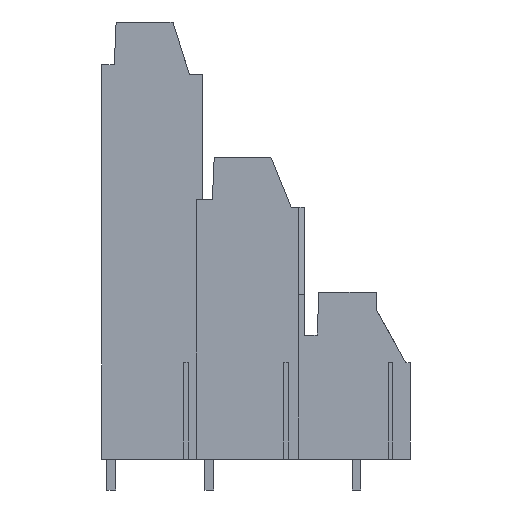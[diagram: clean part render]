
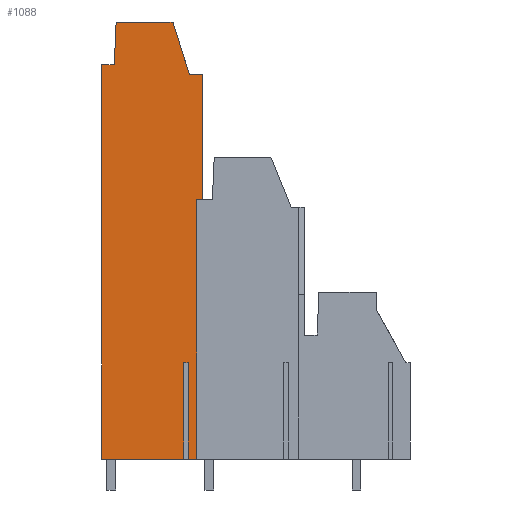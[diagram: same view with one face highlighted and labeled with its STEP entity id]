
A CAD part, left-side view. The second image highlights one B-rep face of the part: STEP entity #1088.
In plain terms, the highlighted planar face has unit normal (-1, 0, 0).
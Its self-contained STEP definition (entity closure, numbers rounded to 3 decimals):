
#995=AXIS2_PLACEMENT_3D('Plane Axis2P3D',#992,#993,#994) ;
#107=CARTESIAN_POINT('Vertex',(2.54,24.592,48.47)) ;
#123=CARTESIAN_POINT('Vertex',(2.54,30.488,48.47)) ;
#126=CARTESIAN_POINT('Line Origine',(2.54,41.393,48.47)) ;
#431=CARTESIAN_POINT('Line Origine',(2.54,23.745,45.735)) ;
#435=CARTESIAN_POINT('Vertex',(2.54,22.898,43.)) ;
#966=CARTESIAN_POINT('Line Origine',(2.54,30.584,46.26)) ;
#970=CARTESIAN_POINT('Vertex',(2.54,30.681,44.05)) ;
#992=CARTESIAN_POINT('Axis2P3D Location',(2.54,21.84,31.2)) ;
#997=CARTESIAN_POINT('Line Origine',(2.54,21.811,30.05)) ;
#1001=CARTESIAN_POINT('Vertex',(2.54,21.49,30.05)) ;
#1003=CARTESIAN_POINT('Vertex',(2.54,22.131,30.05)) ;
#1006=CARTESIAN_POINT('Line Origine',(2.54,21.49,36.525)) ;
#1010=CARTESIAN_POINT('Vertex',(2.54,21.49,43.)) ;
#1013=CARTESIAN_POINT('Line Origine',(2.54,22.194,43.)) ;
#1018=CARTESIAN_POINT('Line Origine',(2.54,31.34,44.05)) ;
#1022=CARTESIAN_POINT('Vertex',(2.54,32.,44.05)) ;
#1025=CARTESIAN_POINT('Line Origine',(2.54,32.,23.625)) ;
#1029=CARTESIAN_POINT('Vertex',(2.54,32.,3.2)) ;
#1032=CARTESIAN_POINT('Line Origine',(2.54,27.738,3.2)) ;
#1036=CARTESIAN_POINT('Vertex',(2.54,23.475,3.2)) ;
#1039=CARTESIAN_POINT('Line Origine',(2.54,23.475,8.2)) ;
#1043=CARTESIAN_POINT('Vertex',(2.54,23.475,13.2)) ;
#1046=CARTESIAN_POINT('Line Origine',(2.54,23.25,13.2)) ;
#1050=CARTESIAN_POINT('Vertex',(2.54,23.025,13.2)) ;
#1053=CARTESIAN_POINT('Line Origine',(2.54,23.025,8.2)) ;
#1057=CARTESIAN_POINT('Vertex',(2.54,23.025,3.2)) ;
#1060=CARTESIAN_POINT('Line Origine',(2.54,22.578,3.2)) ;
#1064=CARTESIAN_POINT('Vertex',(2.54,22.131,3.2)) ;
#1067=CARTESIAN_POINT('Line Origine',(2.54,22.131,16.625)) ;
#127=DIRECTION('Vector Direction',(0.,1.,0.)) ;
#432=DIRECTION('Vector Direction',(0.,-0.296,-0.955)) ;
#967=DIRECTION('Vector Direction',(0.,0.044,-0.999)) ;
#993=DIRECTION('Axis2P3D Direction',(1.,0.,0.)) ;
#994=DIRECTION('Axis2P3D XDirection',(0.,1.,0.)) ;
#998=DIRECTION('Vector Direction',(0.,1.,0.)) ;
#1007=DIRECTION('Vector Direction',(0.,0.,1.)) ;
#1014=DIRECTION('Vector Direction',(0.,-1.,0.)) ;
#1019=DIRECTION('Vector Direction',(0.,-1.,0.)) ;
#1026=DIRECTION('Vector Direction',(0.,0.,1.)) ;
#1033=DIRECTION('Vector Direction',(0.,1.,0.)) ;
#1040=DIRECTION('Vector Direction',(0.,0.,1.)) ;
#1047=DIRECTION('Vector Direction',(0.,-1.,0.)) ;
#1054=DIRECTION('Vector Direction',(0.,0.,1.)) ;
#1061=DIRECTION('Vector Direction',(0.,1.,0.)) ;
#1068=DIRECTION('Vector Direction',(0.,0.,-1.)) ;
#128=VECTOR('Line Direction',#127,1.) ;
#433=VECTOR('Line Direction',#432,1.) ;
#968=VECTOR('Line Direction',#967,1.) ;
#999=VECTOR('Line Direction',#998,1.) ;
#1008=VECTOR('Line Direction',#1007,1.) ;
#1015=VECTOR('Line Direction',#1014,1.) ;
#1020=VECTOR('Line Direction',#1019,1.) ;
#1027=VECTOR('Line Direction',#1026,1.) ;
#1034=VECTOR('Line Direction',#1033,1.) ;
#1041=VECTOR('Line Direction',#1040,1.) ;
#1048=VECTOR('Line Direction',#1047,1.) ;
#1055=VECTOR('Line Direction',#1054,1.) ;
#1062=VECTOR('Line Direction',#1061,1.) ;
#1069=VECTOR('Line Direction',#1068,1.) ;
#1073=ORIENTED_EDGE('',*,*,#1005,.F.) ;
#1074=ORIENTED_EDGE('',*,*,#1012,.T.) ;
#1075=ORIENTED_EDGE('',*,*,#1017,.F.) ;
#1076=ORIENTED_EDGE('',*,*,#437,.F.) ;
#1077=ORIENTED_EDGE('',*,*,#130,.T.) ;
#1078=ORIENTED_EDGE('',*,*,#972,.F.) ;
#1079=ORIENTED_EDGE('',*,*,#1024,.F.) ;
#1080=ORIENTED_EDGE('',*,*,#1031,.F.) ;
#1081=ORIENTED_EDGE('',*,*,#1038,.F.) ;
#1082=ORIENTED_EDGE('',*,*,#1045,.T.) ;
#1083=ORIENTED_EDGE('',*,*,#1052,.T.) ;
#1084=ORIENTED_EDGE('',*,*,#1059,.F.) ;
#1085=ORIENTED_EDGE('',*,*,#1066,.F.) ;
#1086=ORIENTED_EDGE('',*,*,#1071,.F.) ;
#1088=ADVANCED_FACE('housing',(#1087),#996,.F.) ;
#130=EDGE_CURVE('',#108,#124,#129,.T.) ;
#437=EDGE_CURVE('',#108,#436,#434,.T.) ;
#972=EDGE_CURVE('',#971,#124,#969,.F.) ;
#1005=EDGE_CURVE('',#1002,#1004,#1000,.T.) ;
#1012=EDGE_CURVE('',#1002,#1011,#1009,.T.) ;
#1017=EDGE_CURVE('',#436,#1011,#1016,.T.) ;
#1024=EDGE_CURVE('',#1023,#971,#1021,.T.) ;
#1031=EDGE_CURVE('',#1030,#1023,#1028,.T.) ;
#1038=EDGE_CURVE('',#1037,#1030,#1035,.T.) ;
#1045=EDGE_CURVE('',#1037,#1044,#1042,.T.) ;
#1052=EDGE_CURVE('',#1044,#1051,#1049,.T.) ;
#1059=EDGE_CURVE('',#1058,#1051,#1056,.T.) ;
#1066=EDGE_CURVE('',#1065,#1058,#1063,.T.) ;
#1071=EDGE_CURVE('',#1004,#1065,#1070,.T.) ;
#1072=EDGE_LOOP('',(#1073,#1074,#1075,#1076,#1077,#1078,#1079,#1080,#1081,#1082,#1083,#1084,#1085,#1086)) ;
#1087=FACE_OUTER_BOUND('',#1072,.T.) ;
#129=LINE('Line',#126,#128) ;
#434=LINE('Line',#431,#433) ;
#969=LINE('Line',#966,#968) ;
#1000=LINE('Line',#997,#999) ;
#1009=LINE('Line',#1006,#1008) ;
#1016=LINE('Line',#1013,#1015) ;
#1021=LINE('Line',#1018,#1020) ;
#1028=LINE('Line',#1025,#1027) ;
#1035=LINE('Line',#1032,#1034) ;
#1042=LINE('Line',#1039,#1041) ;
#1049=LINE('Line',#1046,#1048) ;
#1056=LINE('Line',#1053,#1055) ;
#1063=LINE('Line',#1060,#1062) ;
#1070=LINE('Line',#1067,#1069) ;
#996=PLANE('',#995) ;
#108=VERTEX_POINT('',#107) ;
#124=VERTEX_POINT('',#123) ;
#436=VERTEX_POINT('',#435) ;
#971=VERTEX_POINT('',#970) ;
#1002=VERTEX_POINT('',#1001) ;
#1004=VERTEX_POINT('',#1003) ;
#1011=VERTEX_POINT('',#1010) ;
#1023=VERTEX_POINT('',#1022) ;
#1030=VERTEX_POINT('',#1029) ;
#1037=VERTEX_POINT('',#1036) ;
#1044=VERTEX_POINT('',#1043) ;
#1051=VERTEX_POINT('',#1050) ;
#1058=VERTEX_POINT('',#1057) ;
#1065=VERTEX_POINT('',#1064) ;
